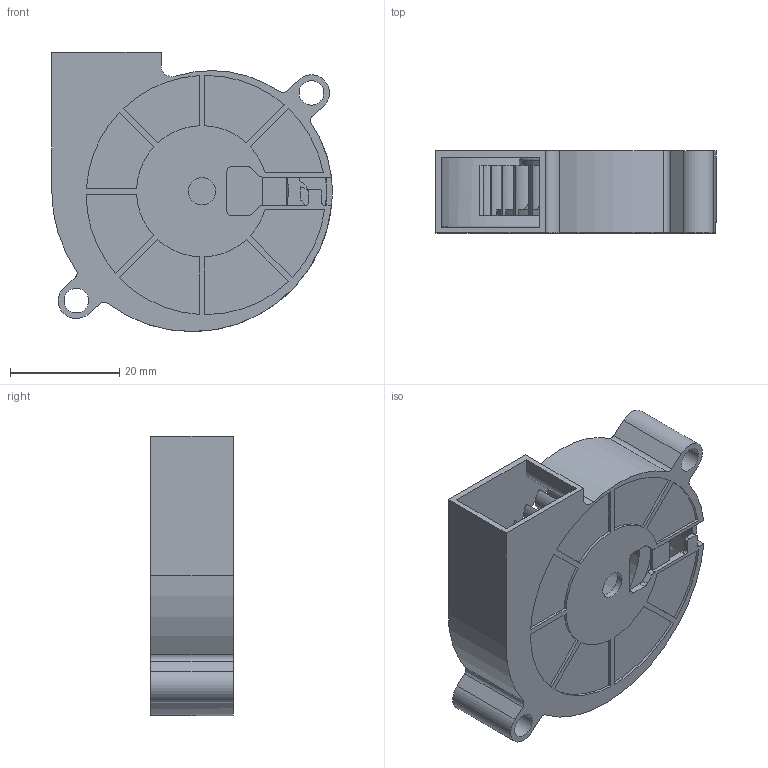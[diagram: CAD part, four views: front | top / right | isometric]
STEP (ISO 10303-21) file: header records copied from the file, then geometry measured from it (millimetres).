
FILE_DESCRIPTION(/* description */ (''),/* implementation_level */ '2;1');
FILE_NAME(/* name */ '5015 Fan.step',/* time_stamp */ '2021-01-10T10:13:55-06:00',/* author */ (''),/* organization */ (''),/* preprocessor_version */ 'ST-DEVELOPER v18.1',/* originating_system */ 'Autodesk Translation Framework v9.7.1.1290',/* authorisation */ '');
FILE_SCHEMA (('AUTOMOTIVE_DESIGN { 1 0 10303 214 3 1 1 }'));
Length unit declared in the file: millimetre
Products named in the file (1): 5015 Fan
Bounding box: 51.3 x 15 x 51.07 mm (x, y, z)
Volume: 8622.3 mm3; surface area: 18514.6 mm2
Topology: 2 solids, 2 shells, 306 faces, 810 edges, 517 vertices
Faces by surface type: cylinder 145, plane 124, cone 34, torus 2, bspline 1
Full cylindrical faces by diameter (mm): 4.5 x2, 5 x1, 22.8 x1, 24.5 x1, 32 x1
Entity records: 9974 total; most frequent: CARTESIAN_POINT 2060, DIRECTION 1790, ORIENTED_EDGE 1620, EDGE_CURVE 810, AXIS2_PLACEMENT_3D 742, VERTEX_POINT 517, CIRCLE 436, EDGE_LOOP 327
